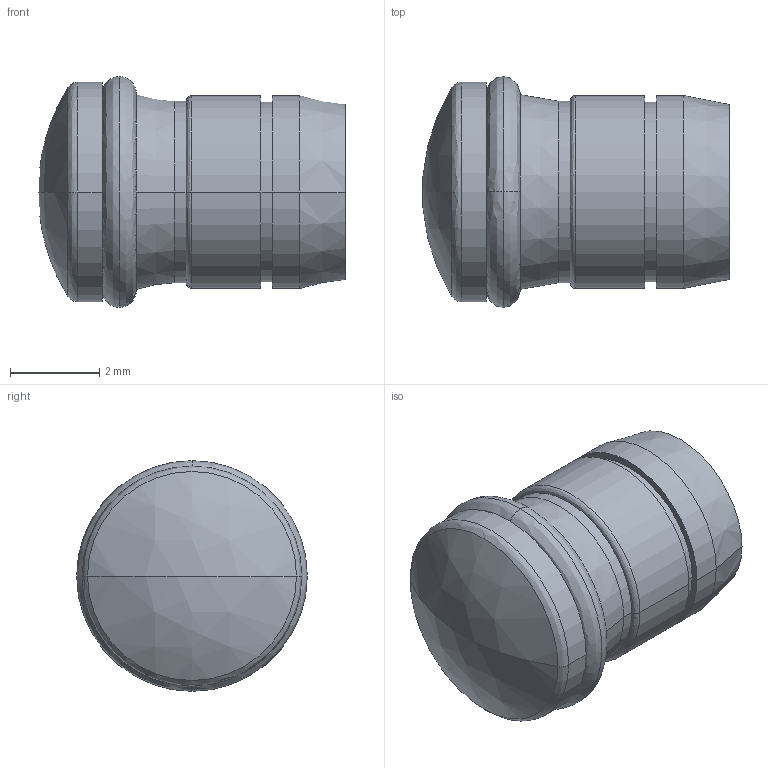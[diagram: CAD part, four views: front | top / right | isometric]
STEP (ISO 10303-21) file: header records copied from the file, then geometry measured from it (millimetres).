
FILE_DESCRIPTION (( 'STEP AP214' ), '1' );
FILE_NAME ('SMS_172 series.STEP', '2018-02-06T18:22:40', ( '' ), ( '' ), 'SwSTEP 2.0', 'SolidWorks 2016', '' );
FILE_SCHEMA (( 'AUTOMOTIVE_DESIGN' ));
Length unit declared in the file: millimetre
Products named in the file (3): 172 XXX; CLS 172 BLK; SMS_172 series
Assembly tree (2 placements, depth 2):
  SMS_172 series
    CLS 172 BLK
    172 XXX
Bounding box: 6.84 x 5.16 x 5.16 mm (x, y, z)
Volume: 49.1 mm3; surface area: 227.2 mm2
Topology: 2 solids, 2 shells, 49 faces, 99 edges, 55 vertices
Faces by surface type: cone 20, cylinder 14, bspline 10, plane 5
Entity records: 1486 total; most frequent: CARTESIAN_POINT 356, DIRECTION 248, ORIENTED_EDGE 194, AXIS2_PLACEMENT_3D 107, EDGE_CURVE 97, CIRCLE 63, VERTEX_POINT 55, EDGE_LOOP 54
